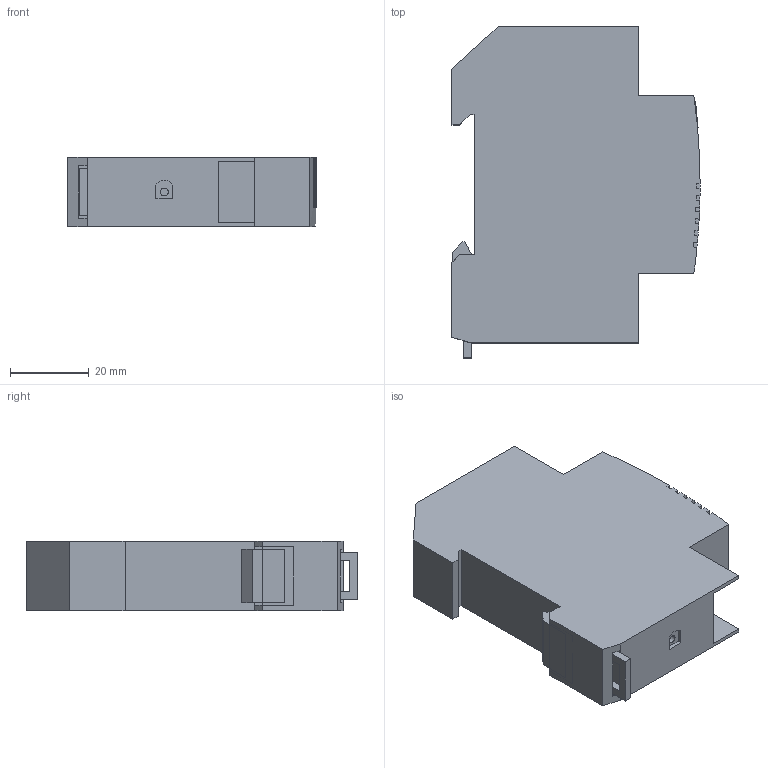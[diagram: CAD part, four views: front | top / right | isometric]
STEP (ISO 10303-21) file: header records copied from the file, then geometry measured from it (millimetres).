
FILE_DESCRIPTION((''),'2;1');
FILE_NAME('ASM0005_ASM','2020-10-23T',('marketing.praksa'),('Audax d.o.o.'),'CREO PARAMETRIC BY PTC INC, 2017480','CREO PARAMETRIC BY PTC INC, 2017480','');
FILE_SCHEMA(('AUTOMOTIVE_DESIGN { 1 0 10303 214 1 1 1 1 }'));
Length unit declared in the file: millimetre
Products named in the file (14): OPEN_CASCADE_STEP_TRANSLATOR-_6; OPEN_CASCADE_STEP_TRANSLAT-76_2; OPEN_CASCADE_STEP_TRANSLAT-87_2; OPEN_CASCADE_STEP_TRANSLAT-99_2; OPEN_CASCADE_STEP_TRANSLA-106_2; OPEN_CASCADE_STEP_TRANSLATOR-_5_ASM; OPEN_CASCADE_STEP_TRANSLATOR-_7_ASM; LOGO_ETIMAT6_SCALED_ASM; OPEN_CASCADE_STEP_TRANSLATOR_15; OPEN_CASCADE_STEP_TRANSLAT-21_3; OPEN_CASCADE_STEP_TRANSLAT-28_3; OPEN_CASCADE_STEP_TRANSLATOR_14_ASM; ASM0009_ASM; ASM0005_ASM
Assembly tree (13 placements, depth 4):
  ASM0005_ASM
    OPEN_CASCADE_STEP_TRANSLATOR-_5_ASM
      OPEN_CASCADE_STEP_TRANSLATOR-_6
      OPEN_CASCADE_STEP_TRANSLAT-76_2
      OPEN_CASCADE_STEP_TRANSLAT-87_2
      OPEN_CASCADE_STEP_TRANSLAT-99_2
      OPEN_CASCADE_STEP_TRANSLA-106_2
    LOGO_ETIMAT6_SCALED_ASM
      OPEN_CASCADE_STEP_TRANSLATOR-_7_ASM
    ASM0009_ASM
      OPEN_CASCADE_STEP_TRANSLATOR_14_ASM
        OPEN_CASCADE_STEP_TRANSLATOR_15
        OPEN_CASCADE_STEP_TRANSLAT-21_3
        OPEN_CASCADE_STEP_TRANSLAT-28_3
Bounding box: 63.2 x 84.5 x 17.6 mm (x, y, z)
Volume: 70680 mm3; surface area: 16235.3 mm2
Topology: 8 solids, 8 shells, 213 faces, 571 edges, 384 vertices
Faces by surface type: plane 166, cylinder 47
Entity records: 10711 total; most frequent: CARTESIAN_POINT 1419, ORIENTED_EDGE 1142, DIRECTION 1117, PRESENTATION_STYLE_ASSIGNMENT 792, STYLED_ITEM 749, CURVE_STYLE 571, EDGE_CURVE 571, VECTOR 451
